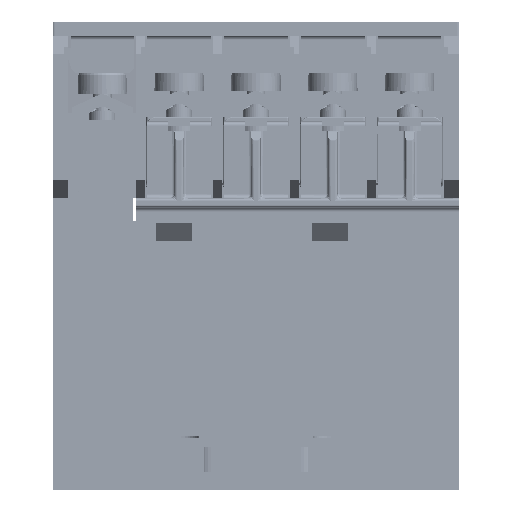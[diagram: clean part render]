
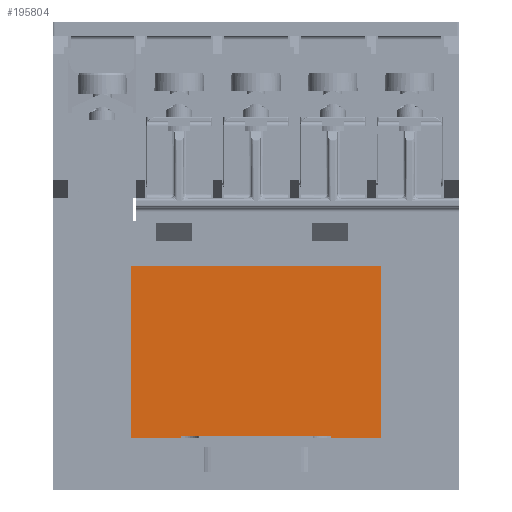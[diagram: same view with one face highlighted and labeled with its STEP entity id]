
A CAD part, front view. The second image highlights one B-rep face of the part: STEP entity #195804.
In plain terms, the highlighted planar face has unit normal (0, -1, 0).
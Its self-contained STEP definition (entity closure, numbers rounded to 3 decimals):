
#195707=CARTESIAN_POINT('',(-8.25,-22.175,-12.25));
#195708=VERTEX_POINT('',#195707);
#195724=CARTESIAN_POINT('',(-8.25,-22.175,-12.));
#195725=VERTEX_POINT('',#195724);
#195733=CARTESIAN_POINT('',(-8.25,-22.175,-12.));
#195734=DIRECTION('',(0.0,0.0,-1.0));
#195735=VECTOR('',#195734,0.25);
#195736=LINE('',#195733,#195735);
#195737=EDGE_CURVE('',#195725,#195708,#195736,.T.);
#195742=CARTESIAN_POINT('',(0.,-22.175,-3.75));
#195743=DIRECTION('',(0.0,1.0,0.0));
#195744=DIRECTION('',(0.0,0.0,1.0));
#195745=AXIS2_PLACEMENT_3D('',#195742,#195743,#195744);
#195746=PLANE('',#195745);
#195747=ORIENTED_EDGE('',*,*,#195737,.F.);
#195748=CARTESIAN_POINT('',(8.25,-22.175,-12.));
#195749=VERTEX_POINT('',#195748);
#195750=CARTESIAN_POINT('',(-8.25,-22.175,-12.));
#195751=DIRECTION('',(1.0,0.0,0.0));
#195752=VECTOR('',#195751,16.5);
#195753=LINE('',#195750,#195752);
#195754=EDGE_CURVE('',#195725,#195749,#195753,.T.);
#195755=ORIENTED_EDGE('',*,*,#195754,.T.);
#195756=CARTESIAN_POINT('',(8.25,-22.175,-12.25));
#195757=VERTEX_POINT('',#195756);
#195758=CARTESIAN_POINT('',(8.25,-22.175,-12.25));
#195759=DIRECTION('',(0.0,0.0,1.0));
#195760=VECTOR('',#195759,0.25);
#195761=LINE('',#195758,#195760);
#195762=EDGE_CURVE('',#195757,#195749,#195761,.T.);
#195763=ORIENTED_EDGE('',*,*,#195762,.F.);
#195764=CARTESIAN_POINT('',(13.875,-22.175,-12.25));
#195765=VERTEX_POINT('',#195764);
#195766=CARTESIAN_POINT('',(8.25,-22.175,-12.25));
#195767=DIRECTION('',(1.0,0.0,0.0));
#195768=VECTOR('',#195767,5.625);
#195769=LINE('',#195766,#195768);
#195770=EDGE_CURVE('',#195757,#195765,#195769,.T.);
#195771=ORIENTED_EDGE('',*,*,#195770,.T.);
#195772=CARTESIAN_POINT('',(13.875,-22.175,6.75));
#195773=VERTEX_POINT('',#195772);
#195774=CARTESIAN_POINT('',(13.875,-22.175,-12.25));
#195775=DIRECTION('',(0.0,0.0,1.0));
#195776=VECTOR('',#195775,19.0);
#195777=LINE('',#195774,#195776);
#195778=EDGE_CURVE('',#195765,#195773,#195777,.T.);
#195779=ORIENTED_EDGE('',*,*,#195778,.T.);
#195780=CARTESIAN_POINT('',(-13.875,-22.175,6.75));
#195781=VERTEX_POINT('',#195780);
#195782=CARTESIAN_POINT('',(-13.875,-22.175,6.75));
#195783=DIRECTION('',(1.0,0.0,0.0));
#195784=VECTOR('',#195783,27.75);
#195785=LINE('',#195782,#195784);
#195786=EDGE_CURVE('',#195781,#195773,#195785,.T.);
#195787=ORIENTED_EDGE('',*,*,#195786,.F.);
#195788=CARTESIAN_POINT('',(-13.875,-22.175,-12.25));
#195789=VERTEX_POINT('',#195788);
#195790=CARTESIAN_POINT('',(-13.875,-22.175,6.75));
#195791=DIRECTION('',(0.0,0.0,-1.0));
#195792=VECTOR('',#195791,19.);
#195793=LINE('',#195790,#195792);
#195794=EDGE_CURVE('',#195781,#195789,#195793,.T.);
#195795=ORIENTED_EDGE('',*,*,#195794,.T.);
#195796=CARTESIAN_POINT('',(-13.875,-22.175,-12.25));
#195797=DIRECTION('',(1.0,0.0,0.0));
#195798=VECTOR('',#195797,5.625);
#195799=LINE('',#195796,#195798);
#195800=EDGE_CURVE('',#195789,#195708,#195799,.T.);
#195801=ORIENTED_EDGE('',*,*,#195800,.T.);
#195802=EDGE_LOOP('',(#195747,#195755,#195763,#195771,#195779,#195787,#195795,#195801));
#195803=FACE_OUTER_BOUND('',#195802,.T.);
#195804=ADVANCED_FACE('',(#195803),#195746,.F.);
